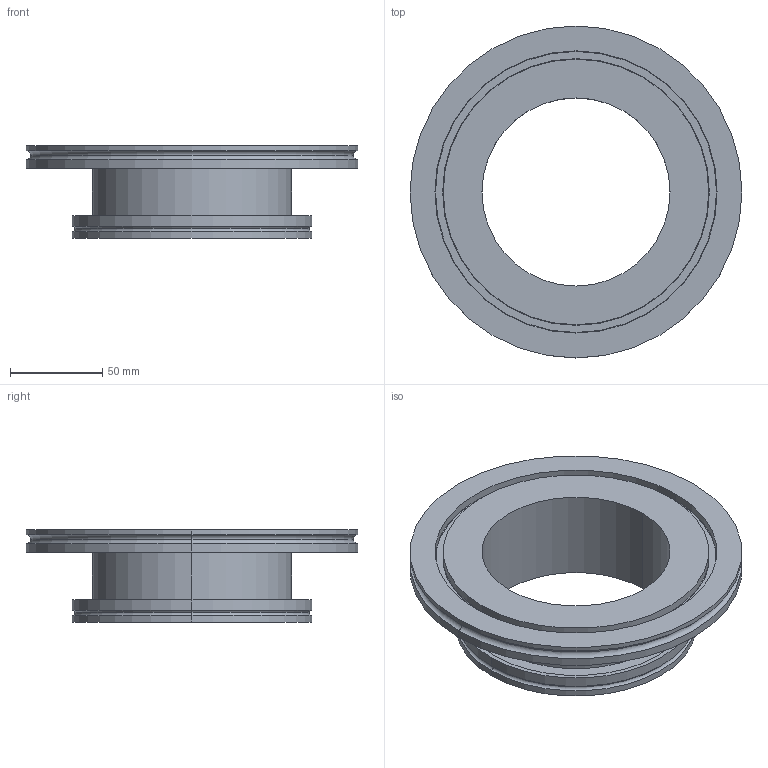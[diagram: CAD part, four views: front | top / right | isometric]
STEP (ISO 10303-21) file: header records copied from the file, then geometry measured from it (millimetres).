
FILE_DESCRIPTION (( 'STEP AP214' ), '1' );
FILE_NAME ('320RRG160-100-50.stp', '2017-06-01T09:49:31', ( '' ), ( '' ), 'SwSTEP 2.0', 'SolidWorks 2015', '' );
FILE_SCHEMA (( 'AUTOMOTIVE_DESIGN' ));
Length unit declared in the file: millimetre
Products named in the file (1): 320RRG160-100-50
Bounding box: 180 x 180 x 50 mm (x, y, z)
Volume: 266896.3 mm3; surface area: 95401.2 mm2
Topology: 1 solids, 1 shells, 49 faces, 98 edges, 60 vertices
Faces by surface type: cylinder 26, torus 12, plane 11
Entity records: 1873 total; most frequent: DIRECTION 270, CARTESIAN_POINT 208, ORIENTED_EDGE 196, AXIS2_PLACEMENT_3D 122, EDGE_CURVE 98, CIRCLE 72, VERTEX_POINT 60, EDGE_LOOP 60
